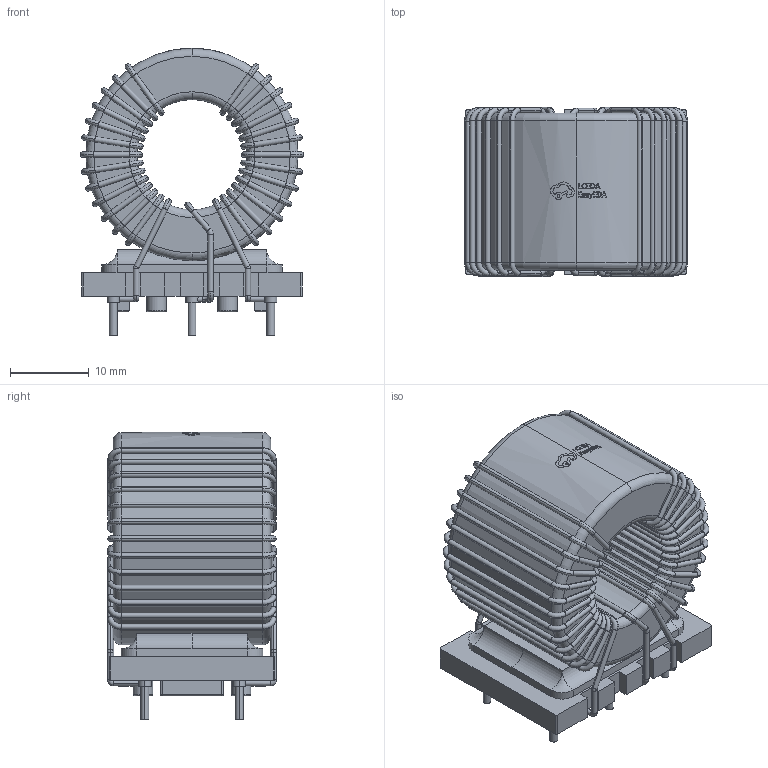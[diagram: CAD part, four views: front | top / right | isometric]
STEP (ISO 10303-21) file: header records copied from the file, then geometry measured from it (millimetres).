
FILE_DESCRIPTION (( 'STEP AP214' ), '1' );
FILE_NAME ('FILTER-TH_6P-L28.0-W21.0-P10.00-BL.STEP', '2022-06-15T03:54:40', ( 'PC' ), ( 'Microsoft' ), 'SwSTEP 2.0', 'SolidWorks 2020', '' );
FILE_SCHEMA (( 'AUTOMOTIVE_DESIGN' ));
Length unit declared in the file: millimetre
Products named in the file (1): FILTER-TH_6P-L28.0-W21.0-P10.00-BL
Bounding box: 28.4 x 21.5 x 36.51 mm (x, y, z)
Volume: 11757.4 mm3; surface area: 9414.3 mm2
Topology: 28 solids, 28 shells, 892 faces, 2295 edges, 1428 vertices
Faces by surface type: cylinder 339, torus 270, bspline 146, plane 133, sphere 4
Entity records: 43851 total; most frequent: CARTESIAN_POINT 12736, ORIENTED_EDGE 4574, DIRECTION 4307, EDGE_CURVE 2287, AXIS2_PLACEMENT_3D 1914, VERTEX_POINT 1428, CIRCLE 1167, EDGE_LOOP 931
